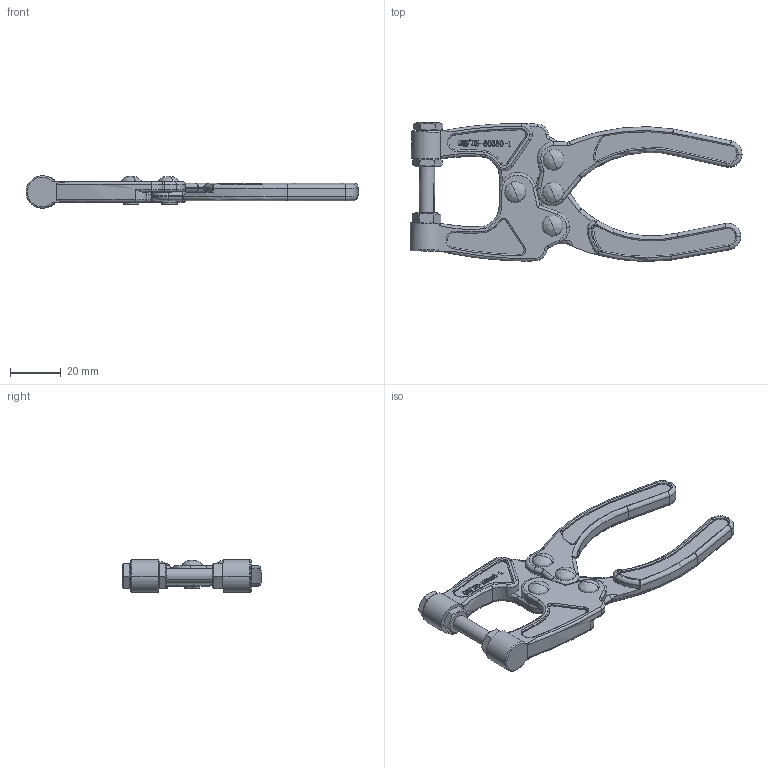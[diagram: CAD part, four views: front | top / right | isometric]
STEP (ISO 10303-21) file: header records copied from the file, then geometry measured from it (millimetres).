
FILE_DESCRIPTION (( 'STEP AP203' ), '1' );
FILE_NAME ('HS-50350-1.STEP', '2019-10-07T06:40:14', ( '微软用户' ), ( '微软中国' ), 'SwSTEP 2.0', 'SolidWorks 2012', '' );
FILE_SCHEMA (( 'CONFIG_CONTROL_DESIGN' ));
Length unit declared in the file: millimetre
Products named in the file (9): HS-50350-1; hex thin nuts-grades ab-chamfered gb_GB_FASTENER_NUT_STNAB M6-N; hexagon head bolts-full thread gb_GB_FASTENER_BOLT_STBAB A M6X35-N; 种; 种2; 种1; 狟標; 奻標; 標旋
Assembly tree (11 placements, depth 2):
  HS-50350-1
    標旋  x2
    奻標
    狟標
    种1
    种2  x2
    种
    hexagon head bolts-full thread gb_GB_FASTENER_BOLT_STBAB A M6X35-N
    hex thin nuts-grades ab-chamfered gb_GB_FASTENER_NUT_STNAB M6-N  x2
Bounding box: 130.89 x 54.84 x 12.68 mm (x, y, z)
Volume: 24080.5 mm3; surface area: 16003.2 mm2
Topology: 11 solids, 11 shells, 905 faces, 2255 edges, 1408 vertices
Faces by surface type: plane 286, cylinder 248, bspline 175, torus 140, cone 50, sphere 6
Entity records: 31247 total; most frequent: CARTESIAN_POINT 12657, ORIENTED_EDGE 3868, DIRECTION 3313, EDGE_CURVE 1934, VERTEX_POINT 1227, AXIS2_PLACEMENT_3D 1191, VECTOR 931, LINE 931
